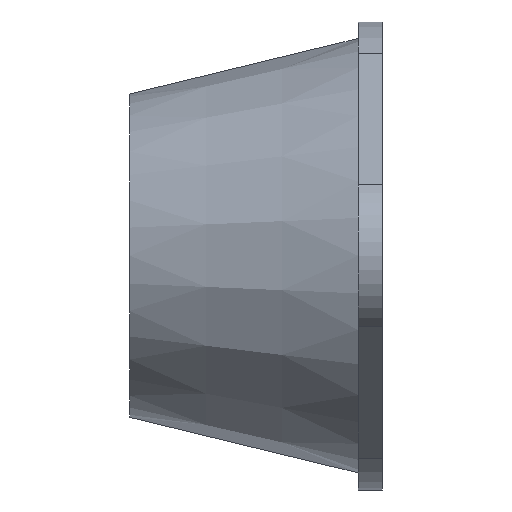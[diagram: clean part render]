
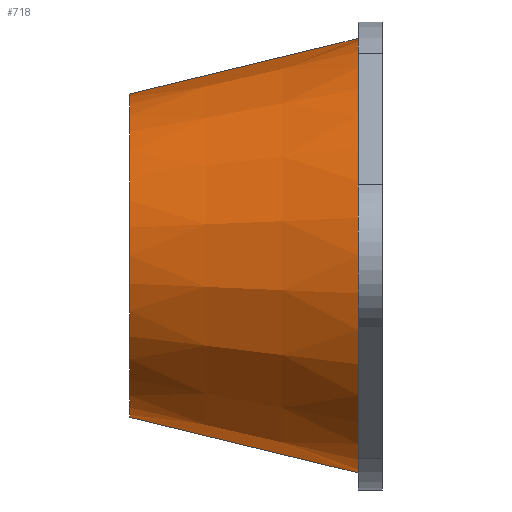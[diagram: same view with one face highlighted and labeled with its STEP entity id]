
A CAD part, left-side view. The second image highlights one B-rep face of the part: STEP entity #718.
In plain terms, the highlighted conical face has half-angle 13.678 degrees and reference radius 27.305 mm.
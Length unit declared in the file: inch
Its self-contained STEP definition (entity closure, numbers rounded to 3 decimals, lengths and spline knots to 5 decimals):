
#24 = CARTESIAN_POINT ( 'NONE',  ( 0., 1.25, 0.8 ) ) ;
#65 = CARTESIAN_POINT ( 'NONE',  ( 0., 0.12, -1.075 ) ) ;
#73 = DIRECTION ( 'NONE',  ( 0., -0.972, -0.236 ) ) ;
#79 = CARTESIAN_POINT ( 'NONE',  ( 0., 0.12, -1.075 ) ) ;
#251 = ORIENTED_EDGE ( 'NONE', *, *, #3458, .F. ) ;
#255 = ORIENTED_EDGE ( 'NONE', *, *, #3487, .T. ) ;
#263 = ORIENTED_EDGE ( 'NONE', *, *, #3346, .T. ) ;
#266 = ORIENTED_EDGE ( 'NONE', *, *, #2334, .F. ) ;
#367 = AXIS2_PLACEMENT_3D ( 'NONE', #3644, #3674, #3634 ) ;
#660 = CARTESIAN_POINT ( 'NONE',  ( 0., 0.12, 1.075 ) ) ;
#718 = ADVANCED_FACE ( 'NONE', ( #2018 ), #1994, .T. ) ;
#1518 = DIRECTION ( 'NONE',  ( 0., 0., -1. ) ) ;
#1521 = DIRECTION ( 'NONE',  ( 0., -1., 0. ) ) ;
#1524 = CARTESIAN_POINT ( 'NONE',  ( 0., 0.12, 0. ) ) ;
#1861 = CIRCLE ( 'NONE', #367, 0.8 ) ;
#1869 = VECTOR ( 'NONE', #3650, 39.37008 ) ;
#1875 = LINE ( 'NONE', #3649, #1869 ) ;
#1896 = VECTOR ( 'NONE', #73, 39.37008 ) ;
#1899 = LINE ( 'NONE', #79, #1896 ) ;
#1994 = CONICAL_SURFACE ( 'NONE', #2697, 1.075, 0.239 ) ;
#1997 = EDGE_LOOP ( 'NONE', ( #251, #255, #263, #266 ) ) ;
#2018 = FACE_OUTER_BOUND ( 'NONE', #1997, .T. ) ;
#2072 = CIRCLE ( 'NONE', #3432, 1.075 ) ;
#2334 = EDGE_CURVE ( 'NONE', #2514, #3420, #2072, .T. ) ;
#2442 = VERTEX_POINT ( 'NONE', #3680 ) ;
#2514 = VERTEX_POINT ( 'NONE', #660 ) ;
#2697 = AXIS2_PLACEMENT_3D ( 'NONE', #1524, #1521, #1518 ) ;
#3279 = VERTEX_POINT ( 'NONE', #24 ) ;
#3346 = EDGE_CURVE ( 'NONE', #2442, #3420, #1899, .T. ) ;
#3420 = VERTEX_POINT ( 'NONE', #65 ) ;
#3432 = AXIS2_PLACEMENT_3D ( 'NONE', #3887, #3884, #3883 ) ;
#3458 = EDGE_CURVE ( 'NONE', #3279, #2514, #1875, .T. ) ;
#3487 = EDGE_CURVE ( 'NONE', #3279, #2442, #1861, .T. ) ;
#3634 = DIRECTION ( 'NONE',  ( 0., 0., -1. ) ) ;
#3644 = CARTESIAN_POINT ( 'NONE',  ( 0., 1.25, 0. ) ) ;
#3649 = CARTESIAN_POINT ( 'NONE',  ( 0., 0.12, 1.075 ) ) ;
#3650 = DIRECTION ( 'NONE',  ( 0., -0.972, 0.236 ) ) ;
#3674 = DIRECTION ( 'NONE',  ( 0., -1., 0. ) ) ;
#3680 = CARTESIAN_POINT ( 'NONE',  ( 0., 1.25, -0.8 ) ) ;
#3883 = DIRECTION ( 'NONE',  ( 0., 0., -1. ) ) ;
#3884 = DIRECTION ( 'NONE',  ( 0., -1., 0. ) ) ;
#3887 = CARTESIAN_POINT ( 'NONE',  ( 0., 0.12, 0. ) ) ;
